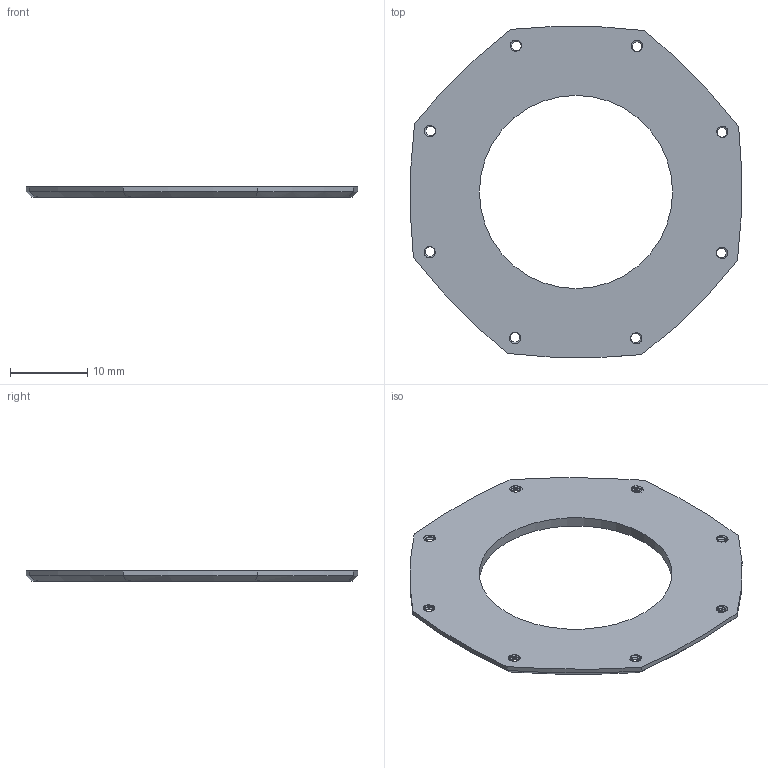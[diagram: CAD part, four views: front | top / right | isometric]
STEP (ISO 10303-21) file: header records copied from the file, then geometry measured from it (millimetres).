
FILE_DESCRIPTION(/* description */ (''),/* implementation_level */ '2;1');
FILE_NAME(/* name */ 'Bottom.step',/* time_stamp */ '2023-02-04T13:18:41+01:00',/* author */ (''),/* organization */ (''),/* preprocessor_version */ 'ST-DEVELOPER v19.2',/* originating_system */ 'Autodesk Translation Framework v11.17.0.187',/* authorisation */ '');
FILE_SCHEMA (('AUTOMOTIVE_DESIGN { 1 0 10303 214 3 1 1 }'));
Length unit declared in the file: millimetre
Products named in the file (1): Bottom
Bounding box: 42.86 x 42.86 x 1.3 mm (x, y, z)
Volume: 1214.9 mm3; surface area: 2440.7 mm2
Topology: 1 solids, 1 shells, 451 faces, 1291 edges, 859 vertices
Faces by surface type: plane 177, bspline 159, cylinder 107, cone 8
Full cylindrical faces by diameter (mm): 1.271 x8, 1.668 x8, 3 x8, 25 x1, 26 x1, 27 x1
Entity records: 20424 total; most frequent: CARTESIAN_POINT 9761, ORIENTED_EDGE 2582, DIRECTION 1586, EDGE_CURVE 1291, VERTEX_POINT 859, LINE 686, VECTOR 686, EDGE_LOOP 486
